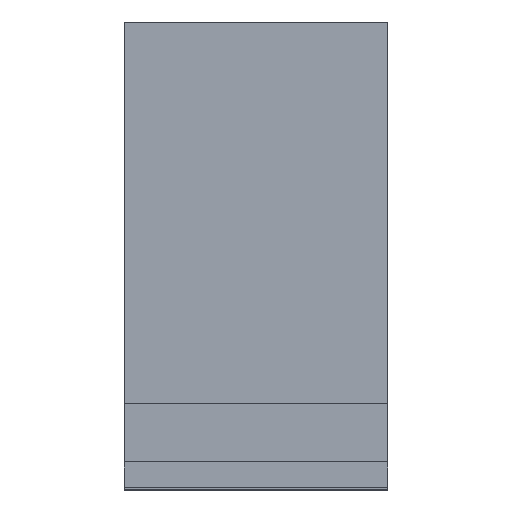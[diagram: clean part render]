
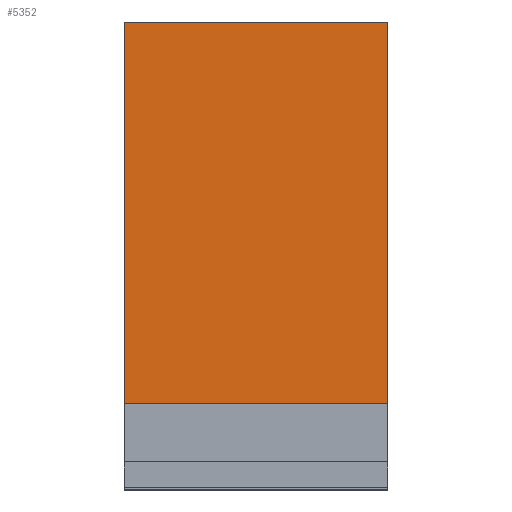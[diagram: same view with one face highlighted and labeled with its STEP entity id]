
A CAD part, top view. The second image highlights one B-rep face of the part: STEP entity #5352.
In plain terms, the highlighted face is planar.
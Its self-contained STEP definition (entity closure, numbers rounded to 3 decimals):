
#583=LINE('',#8431,#1259);
#591=LINE('',#8447,#1267);
#607=LINE('',#8476,#1283);
#611=LINE('',#8484,#1287);
#1259=VECTOR('',#6802,1000.);
#1267=VECTOR('',#6812,1000.);
#1283=VECTOR('',#6832,1000.);
#1287=VECTOR('',#6840,1000.);
#2350=ORIENTED_EDGE('',*,*,#3517,.T.);
#2351=ORIENTED_EDGE('',*,*,#3537,.F.);
#2352=ORIENTED_EDGE('',*,*,#3509,.F.);
#2353=ORIENTED_EDGE('',*,*,#3533,.T.);
#3509=EDGE_CURVE('',#4127,#4128,#583,.T.);
#3517=EDGE_CURVE('',#4134,#4135,#591,.T.);
#3533=EDGE_CURVE('',#4127,#4134,#607,.T.);
#3537=EDGE_CURVE('',#4128,#4135,#611,.T.);
#4127=VERTEX_POINT('',#8432);
#4128=VERTEX_POINT('',#8433);
#4134=VERTEX_POINT('',#8448);
#4135=VERTEX_POINT('',#8449);
#4483=EDGE_LOOP('',(#2350,#2351,#2352,#2353));
#4808=FACE_BOUND('',#4483,.T.);
#5081=PLANE('',#5742);
#5352=ADVANCED_FACE('',(#4808),#5081,.F.);
#5742=AXIS2_PLACEMENT_3D('',#8483,#6838,#6839);
#6802=DIRECTION('',(0.,0.,-1.));
#6812=DIRECTION('',(0.,0.,-1.));
#6832=DIRECTION('',(0.,-1.,0.));
#6838=DIRECTION('',(-1.,0.,0.));
#6839=DIRECTION('',(0.,0.,1.));
#6840=DIRECTION('',(0.,-1.,0.));
#8431=CARTESIAN_POINT('',(94.,24.,27.));
#8432=CARTESIAN_POINT('',(94.,24.,27.));
#8433=CARTESIAN_POINT('',(94.,24.,-9.));
#8447=CARTESIAN_POINT('',(94.,-28.,27.));
#8448=CARTESIAN_POINT('',(94.,-28.,27.));
#8449=CARTESIAN_POINT('',(94.,-28.,-9.));
#8476=CARTESIAN_POINT('',(94.,24.,27.));
#8483=CARTESIAN_POINT('',(94.,24.,27.));
#8484=CARTESIAN_POINT('',(94.,24.,-9.));
